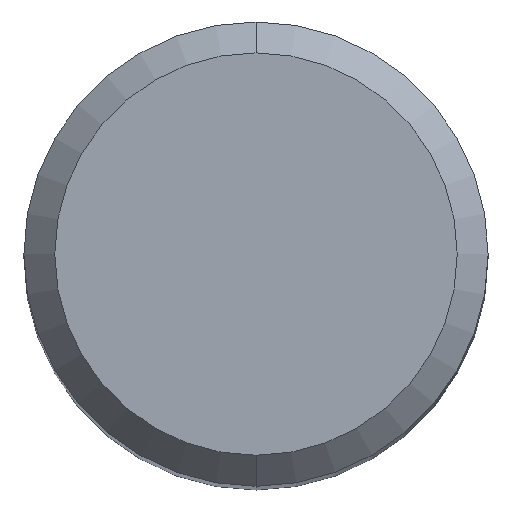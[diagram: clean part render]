
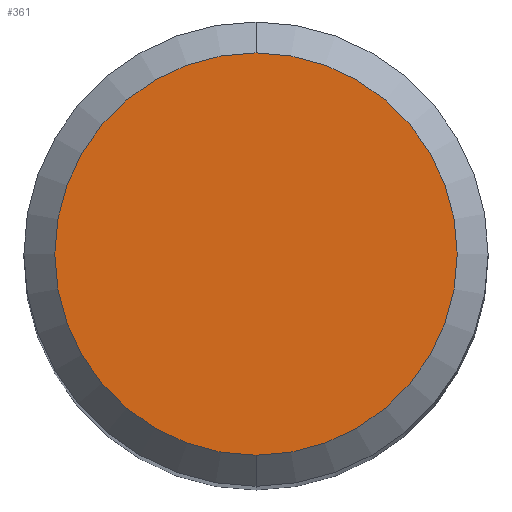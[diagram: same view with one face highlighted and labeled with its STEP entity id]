
A CAD part, top view. The second image highlights one B-rep face of the part: STEP entity #361.
In plain terms, the highlighted planar face has unit normal (0, 0, 1).
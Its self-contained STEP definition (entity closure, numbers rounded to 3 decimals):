
#361=ADVANCED_FACE('',(#731),#732,.T.);
#373=VERTEX_POINT('',#746);
#467=VERTEX_POINT('',#854);
#491=EDGE_CURVE('',#467,#373,#881,.T.);
#535=EDGE_CURVE('',#373,#467,#927,.T.);
#731=FACE_OUTER_BOUND('',#1269,.T.);
#732=PLANE('',#1270);
#746=CARTESIAN_POINT('',(0.,-1.95,0.0));
#854=CARTESIAN_POINT('',(0.0,1.95,0.0));
#881=CIRCLE('',#1533,1.95);
#927=CIRCLE('',#1641,1.95);
#1269=EDGE_LOOP('',(#1826,#1827));
#1270=AXIS2_PLACEMENT_3D('',#1828,#1829,#1830);
#1533=AXIS2_PLACEMENT_3D('',#2033,#2034,#2035);
#1641=AXIS2_PLACEMENT_3D('',#2072,#2073,#2074);
#1826=ORIENTED_EDGE('',*,*,#491,.F.);
#1827=ORIENTED_EDGE('',*,*,#535,.F.);
#1828=CARTESIAN_POINT('',(0.0,0.975,0.0));
#1829=DIRECTION('',(-0.0,0.0,1.0));
#1830=DIRECTION('',(0.0,-1.0,0.0));
#2033=CARTESIAN_POINT('',(0.0,0.0,0.0));
#2034=DIRECTION('',(0.0,0.0,-1.0));
#2035=DIRECTION('',(0.0,1.0,0.0));
#2072=CARTESIAN_POINT('',(0.0,0.0,0.0));
#2073=DIRECTION('',(0.0,0.0,-1.0));
#2074=DIRECTION('',(0.0,1.0,0.0));
